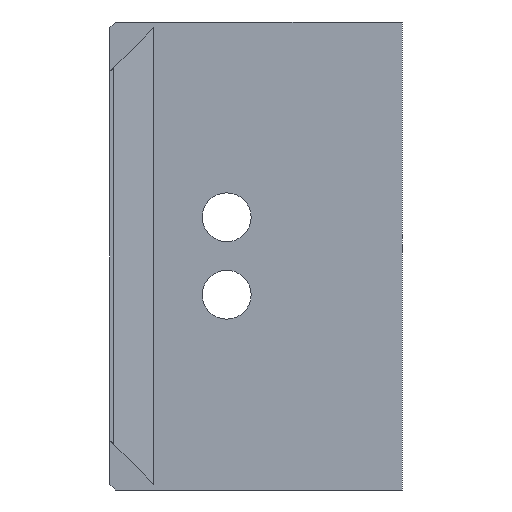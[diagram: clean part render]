
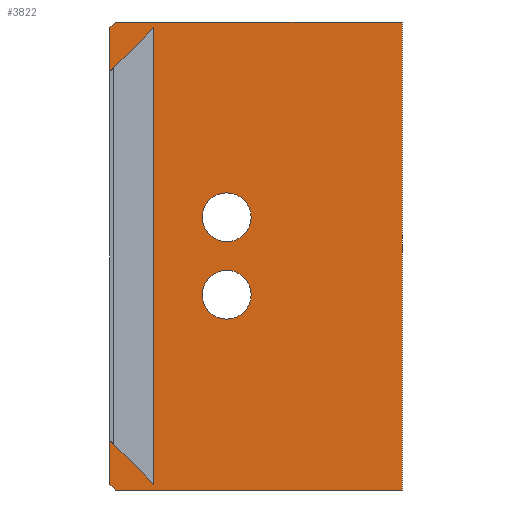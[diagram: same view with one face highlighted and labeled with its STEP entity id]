
A CAD part, left-side view. The second image highlights one B-rep face of the part: STEP entity #3822.
In plain terms, the highlighted planar face has unit normal (-1, 0, 0).
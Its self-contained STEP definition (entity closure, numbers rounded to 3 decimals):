
#103 = ORIENTED_EDGE ( 'NONE', *, *, #606, .F. ) ;
#114 = EDGE_CURVE ( 'NONE', #6205, #3400, #5502, .T. ) ;
#180 = LINE ( 'NONE', #1739, #772 ) ;
#334 = DIRECTION ( 'NONE',  ( 0., 1., 0. ) ) ;
#347 = PLANE ( 'NONE',  #1669 ) ;
#434 = AXIS2_PLACEMENT_3D ( 'NONE', #2284, #6604, #1772 ) ;
#495 = CARTESIAN_POINT ( 'NONE',  ( -103.697, 20., 93.25 ) ) ;
#548 = DIRECTION ( 'NONE',  ( 0., 0., -1. ) ) ;
#604 = VECTOR ( 'NONE', #4012, 1000. ) ;
#606 = EDGE_CURVE ( 'NONE', #6620, #4901, #3383, .T. ) ;
#682 = LINE ( 'NONE', #6617, #5285 ) ;
#689 = CIRCLE ( 'NONE', #4510, 8.35 ) ;
#766 = DIRECTION ( 'NONE',  ( -1., 0., 0. ) ) ;
#772 = VECTOR ( 'NONE', #5923, 1000. ) ;
#834 = DIRECTION ( 'NONE',  ( 0., 0., -1. ) ) ;
#974 = EDGE_LOOP ( 'NONE', ( #2238, #2337, #2245, #5972, #6715, #4133, #5228, #5346, #4153, #4100 ) ) ;
#986 = EDGE_CURVE ( 'NONE', #6682, #1809, #3946, .T. ) ;
#1005 = DIRECTION ( 'NONE',  ( 0., 0., 1. ) ) ;
#1370 = LINE ( 'NONE', #2316, #2531 ) ;
#1471 = CARTESIAN_POINT ( 'NONE',  ( -103.697, 59.981, 2. ) ) ;
#1577 = EDGE_CURVE ( 'NONE', #1704, #6104, #180, .T. ) ;
#1634 = CARTESIAN_POINT ( 'NONE',  ( -103.697, 59.981, 160. ) ) ;
#1635 = CARTESIAN_POINT ( 'NONE',  ( -103.697, 20., 75.1 ) ) ;
#1669 = AXIS2_PLACEMENT_3D ( 'NONE', #4527, #6199, #4013 ) ;
#1704 = VERTEX_POINT ( 'NONE', #1471 ) ;
#1739 = CARTESIAN_POINT ( 'NONE',  ( -103.697, 138.981, 81. ) ) ;
#1772 = DIRECTION ( 'NONE',  ( 0., 0., 1. ) ) ;
#1778 = LINE ( 'NONE', #4894, #5388 ) ;
#1809 = VERTEX_POINT ( 'NONE', #1635 ) ;
#1917 = FACE_OUTER_BOUND ( 'NONE', #974, .T. ) ;
#1958 = LINE ( 'NONE', #4093, #6243 ) ;
#2019 = EDGE_CURVE ( 'NONE', #3958, #6104, #6046, .T. ) ;
#2238 = ORIENTED_EDGE ( 'NONE', *, *, #4400, .T. ) ;
#2245 = ORIENTED_EDGE ( 'NONE', *, *, #4301, .T. ) ;
#2259 = CARTESIAN_POINT ( 'NONE',  ( -103.697, 59.981, 158. ) ) ;
#2284 = CARTESIAN_POINT ( 'NONE',  ( -103.697, 20., 66.75 ) ) ;
#2316 = CARTESIAN_POINT ( 'NONE',  ( -103.697, 58.981, 159. ) ) ;
#2337 = ORIENTED_EDGE ( 'NONE', *, *, #2717, .T. ) ;
#2369 = EDGE_CURVE ( 'NONE', #5157, #3958, #1958, .T. ) ;
#2379 = DIRECTION ( 'NONE',  ( 0., 0.707, 0.707 ) ) ;
#2434 = CARTESIAN_POINT ( 'NONE',  ( -103.697, 44.981, 158. ) ) ;
#2481 = VERTEX_POINT ( 'NONE', #5769 ) ;
#2531 = VECTOR ( 'NONE', #4422, 1000. ) ;
#2663 = VECTOR ( 'NONE', #548, 1000. ) ;
#2666 = LINE ( 'NONE', #1634, #2663 ) ;
#2708 = VERTEX_POINT ( 'NONE', #2869 ) ;
#2717 = EDGE_CURVE ( 'NONE', #2708, #6629, #1370, .T. ) ;
#2778 = CARTESIAN_POINT ( 'NONE',  ( -103.697, 20., 84.9 ) ) ;
#2799 = EDGE_LOOP ( 'NONE', ( #4306, #103 ) ) ;
#2869 = CARTESIAN_POINT ( 'NONE',  ( -103.697, 57.981, 160. ) ) ;
#2873 = CARTESIAN_POINT ( 'NONE',  ( -103.697, 20., 58.4 ) ) ;
#2887 = CARTESIAN_POINT ( 'NONE',  ( -103.697, 59.981, 17. ) ) ;
#2925 = CARTESIAN_POINT ( 'NONE',  ( -103.697, 59.981, 0. ) ) ;
#3057 = AXIS2_PLACEMENT_3D ( 'NONE', #4969, #766, #4433 ) ;
#3119 = EDGE_CURVE ( 'NONE', #1809, #6682, #5160, .T. ) ;
#3166 = DIRECTION ( 'NONE',  ( -1., 0., 0. ) ) ;
#3272 = DIRECTION ( 'NONE',  ( 0., 1., 0. ) ) ;
#3325 = LINE ( 'NONE', #4490, #604 ) ;
#3383 = CIRCLE ( 'NONE', #3057, 8.35 ) ;
#3400 = VERTEX_POINT ( 'NONE', #2887 ) ;
#3411 = EDGE_CURVE ( 'NONE', #4901, #6620, #689, .T. ) ;
#3506 = VECTOR ( 'NONE', #334, 1000. ) ;
#3531 = FACE_BOUND ( 'NONE', #2799, .T. ) ;
#3583 = ORIENTED_EDGE ( 'NONE', *, *, #986, .F. ) ;
#3645 = DIRECTION ( 'NONE',  ( -1., 0., 0. ) ) ;
#3720 = EDGE_CURVE ( 'NONE', #2481, #5128, #1778, .T. ) ;
#3822 = ADVANCED_FACE ( 'NONE', ( #3531, #5655, #1917 ), #347, .T. ) ;
#3946 = CIRCLE ( 'NONE', #434, 8.35 ) ;
#3958 = VERTEX_POINT ( 'NONE', #5758 ) ;
#4012 = DIRECTION ( 'NONE',  ( 0., 0., 1. ) ) ;
#4013 = DIRECTION ( 'NONE',  ( 0., 0., 1. ) ) ;
#4045 = CARTESIAN_POINT ( 'NONE',  ( -103.697, 20., 101.6 ) ) ;
#4055 = DIRECTION ( 'NONE',  ( 0., 0., -1. ) ) ;
#4093 = CARTESIAN_POINT ( 'NONE',  ( -103.697, -40.019, 160. ) ) ;
#4100 = ORIENTED_EDGE ( 'NONE', *, *, #2369, .F. ) ;
#4133 = ORIENTED_EDGE ( 'NONE', *, *, #114, .T. ) ;
#4153 = ORIENTED_EDGE ( 'NONE', *, *, #2019, .F. ) ;
#4299 = CARTESIAN_POINT ( 'NONE',  ( -103.697, 57.981, 0. ) ) ;
#4301 = EDGE_CURVE ( 'NONE', #6629, #2481, #2666, .T. ) ;
#4306 = ORIENTED_EDGE ( 'NONE', *, *, #3411, .F. ) ;
#4400 = EDGE_CURVE ( 'NONE', #5157, #2708, #682, .T. ) ;
#4422 = DIRECTION ( 'NONE',  ( 0., 0.707, -0.707 ) ) ;
#4433 = DIRECTION ( 'NONE',  ( 0., 0., 1. ) ) ;
#4445 = EDGE_LOOP ( 'NONE', ( #5654, #3583 ) ) ;
#4464 = LINE ( 'NONE', #5628, #5190 ) ;
#4490 = CARTESIAN_POINT ( 'NONE',  ( -103.697, 44.981, 0. ) ) ;
#4510 = AXIS2_PLACEMENT_3D ( 'NONE', #495, #3645, #1005 ) ;
#4527 = CARTESIAN_POINT ( 'NONE',  ( -103.697, 59.981, 160. ) ) ;
#4641 = CARTESIAN_POINT ( 'NONE',  ( -103.697, 20., 66.75 ) ) ;
#4661 = CARTESIAN_POINT ( 'NONE',  ( -103.697, -40.019, 160. ) ) ;
#4833 = AXIS2_PLACEMENT_3D ( 'NONE', #4641, #3166, #5806 ) ;
#4894 = CARTESIAN_POINT ( 'NONE',  ( -103.697, 59.981, 143. ) ) ;
#4901 = VERTEX_POINT ( 'NONE', #4045 ) ;
#4969 = CARTESIAN_POINT ( 'NONE',  ( -103.697, 20., 93.25 ) ) ;
#4987 = CARTESIAN_POINT ( 'NONE',  ( -103.697, 59.981, 17. ) ) ;
#5102 = EDGE_CURVE ( 'NONE', #3400, #1704, #4464, .T. ) ;
#5128 = VERTEX_POINT ( 'NONE', #2434 ) ;
#5157 = VERTEX_POINT ( 'NONE', #4661 ) ;
#5160 = CIRCLE ( 'NONE', #4833, 8.35 ) ;
#5190 = VECTOR ( 'NONE', #834, 1000. ) ;
#5228 = ORIENTED_EDGE ( 'NONE', *, *, #5102, .T. ) ;
#5285 = VECTOR ( 'NONE', #3272, 1000. ) ;
#5346 = ORIENTED_EDGE ( 'NONE', *, *, #1577, .T. ) ;
#5388 = VECTOR ( 'NONE', #6571, 1000. ) ;
#5502 = LINE ( 'NONE', #4987, #6440 ) ;
#5628 = CARTESIAN_POINT ( 'NONE',  ( -103.697, 59.981, 160. ) ) ;
#5654 = ORIENTED_EDGE ( 'NONE', *, *, #3119, .F. ) ;
#5655 = FACE_BOUND ( 'NONE', #4445, .T. ) ;
#5758 = CARTESIAN_POINT ( 'NONE',  ( -103.697, -40.019, 0. ) ) ;
#5769 = CARTESIAN_POINT ( 'NONE',  ( -103.697, 59.981, 143. ) ) ;
#5806 = DIRECTION ( 'NONE',  ( 0., 0., 1. ) ) ;
#5923 = DIRECTION ( 'NONE',  ( 0., -0.707, -0.707 ) ) ;
#5972 = ORIENTED_EDGE ( 'NONE', *, *, #3720, .T. ) ;
#6046 = LINE ( 'NONE', #2925, #3506 ) ;
#6104 = VERTEX_POINT ( 'NONE', #4299 ) ;
#6199 = DIRECTION ( 'NONE',  ( -1., 0., 0. ) ) ;
#6205 = VERTEX_POINT ( 'NONE', #6511 ) ;
#6243 = VECTOR ( 'NONE', #4055, 1000. ) ;
#6440 = VECTOR ( 'NONE', #2379, 1000. ) ;
#6511 = CARTESIAN_POINT ( 'NONE',  ( -103.697, 44.981, 2. ) ) ;
#6571 = DIRECTION ( 'NONE',  ( 0., -0.707, 0.707 ) ) ;
#6604 = DIRECTION ( 'NONE',  ( -1., 0., 0. ) ) ;
#6617 = CARTESIAN_POINT ( 'NONE',  ( -103.697, 59.981, 160. ) ) ;
#6620 = VERTEX_POINT ( 'NONE', #2778 ) ;
#6629 = VERTEX_POINT ( 'NONE', #2259 ) ;
#6637 = EDGE_CURVE ( 'NONE', #6205, #5128, #3325, .T. ) ;
#6682 = VERTEX_POINT ( 'NONE', #2873 ) ;
#6715 = ORIENTED_EDGE ( 'NONE', *, *, #6637, .F. ) ;
